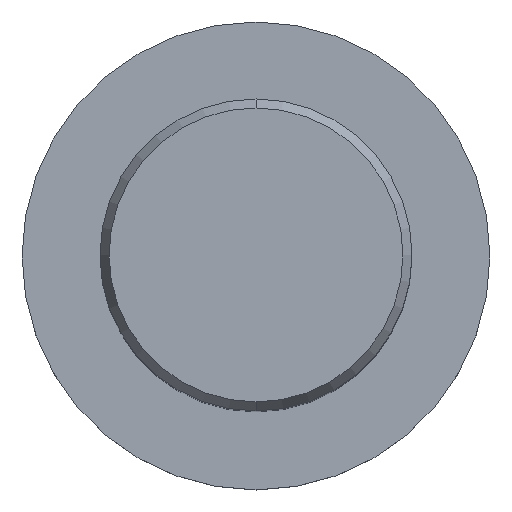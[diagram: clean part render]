
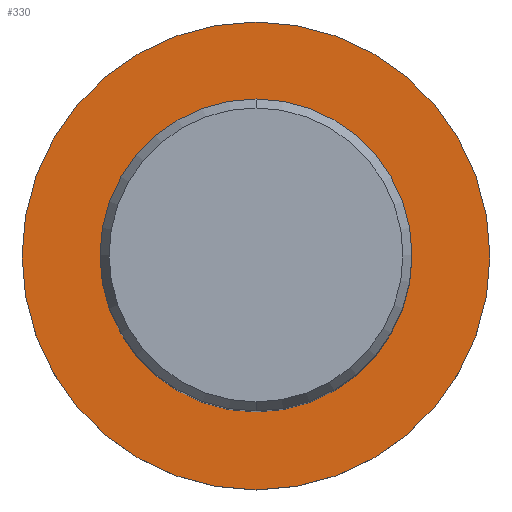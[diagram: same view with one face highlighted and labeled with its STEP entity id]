
A CAD part, top view. The second image highlights one B-rep face of the part: STEP entity #330.
In plain terms, the highlighted planar face has unit normal (0, 0, 1).
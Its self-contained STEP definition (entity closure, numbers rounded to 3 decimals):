
#240=EDGE_CURVE('',#498,#318,#580,.T.);
#266=VERTEX_POINT('',#606);
#270=EDGE_CURVE('',#318,#498,#611,.T.);
#318=VERTEX_POINT('',#661);
#326=EDGE_CURVE('',#266,#420,#669,.T.);
#330=ADVANCED_FACE('',(#673,#674),#675,.T.);
#420=VERTEX_POINT('',#774);
#444=EDGE_CURVE('',#420,#266,#800,.T.);
#498=VERTEX_POINT('',#861);
#580=CIRCLE('',#1033,24.0);
#606=CARTESIAN_POINT('',(0.0,16.0,-60.0));
#611=CIRCLE('',#1138,24.0);
#661=CARTESIAN_POINT('',(0.0,24.0,-60.0));
#669=CIRCLE('',#1262,16.0);
#673=FACE_BOUND('',#1266,.T.);
#674=FACE_OUTER_BOUND('',#1267,.T.);
#675=PLANE('',#1268);
#774=CARTESIAN_POINT('',(0.,-16.0,-60.0));
#800=CIRCLE('',#1435,16.0);
#861=CARTESIAN_POINT('',(0.,-24.0,-60.0));
#1033=AXIS2_PLACEMENT_3D('',#1677,#1678,#1679);
#1138=AXIS2_PLACEMENT_3D('',#1713,#1714,#1715);
#1262=AXIS2_PLACEMENT_3D('',#1756,#1757,#1758);
#1266=EDGE_LOOP('',(#1760,#1761));
#1267=EDGE_LOOP('',(#1762,#1763));
#1268=AXIS2_PLACEMENT_3D('',#1764,#1765,#1766);
#1435=AXIS2_PLACEMENT_3D('',#1917,#1918,#1919);
#1677=CARTESIAN_POINT('',(0.0,0.0,-60.0));
#1678=DIRECTION('',(0.0,0.0,-1.0));
#1679=DIRECTION('',(0.0,1.0,0.0));
#1713=CARTESIAN_POINT('',(0.0,0.0,-60.0));
#1714=DIRECTION('',(0.0,0.0,-1.0));
#1715=DIRECTION('',(0.0,1.0,0.0));
#1756=CARTESIAN_POINT('',(0.0,0.0,-60.0));
#1757=DIRECTION('',(-0.0,0.0,-1.0));
#1758=DIRECTION('',(0.0,1.0,0.0));
#1760=ORIENTED_EDGE('',*,*,#326,.T.);
#1761=ORIENTED_EDGE('',*,*,#444,.T.);
#1762=ORIENTED_EDGE('',*,*,#270,.F.);
#1763=ORIENTED_EDGE('',*,*,#240,.F.);
#1764=CARTESIAN_POINT('',(0.0,12.0,-60.0));
#1765=DIRECTION('',(-0.0,0.0,1.0));
#1766=DIRECTION('',(0.0,-1.0,0.0));
#1917=CARTESIAN_POINT('',(0.0,0.0,-60.0));
#1918=DIRECTION('',(-0.0,0.0,-1.0));
#1919=DIRECTION('',(0.0,1.0,0.0));
